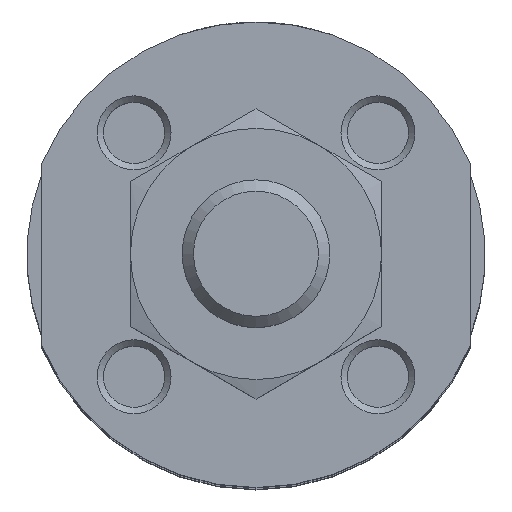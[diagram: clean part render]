
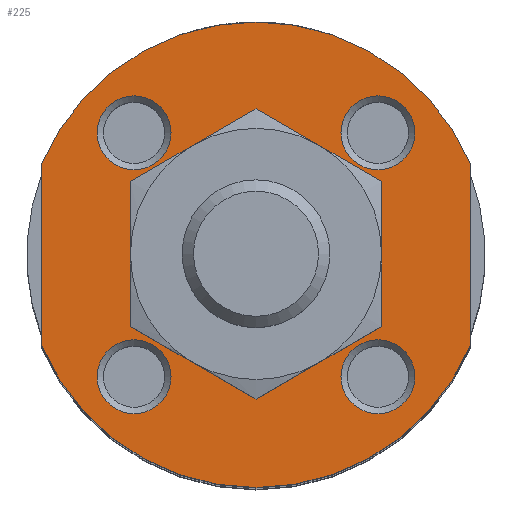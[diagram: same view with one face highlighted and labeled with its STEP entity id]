
A CAD part, top view. The second image highlights one B-rep face of the part: STEP entity #225.
In plain terms, the highlighted planar face has unit normal (0, 0, 1).
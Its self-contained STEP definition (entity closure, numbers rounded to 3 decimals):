
#225 = ADVANCED_FACE( '', ( #447, #448, #449, #450, #451, #452 ), #453, .T. );
#447 = FACE_BOUND( '', #765, .T. );
#448 = FACE_BOUND( '', #766, .T. );
#449 = FACE_BOUND( '', #767, .T. );
#450 = FACE_BOUND( '', #768, .T. );
#451 = FACE_BOUND( '', #769, .T. );
#452 = FACE_OUTER_BOUND( '', #770, .T. );
#453 = PLANE( '', #771 );
#765 = EDGE_LOOP( '', ( #1279 ) );
#766 = EDGE_LOOP( '', ( #1280 ) );
#767 = EDGE_LOOP( '', ( #1281 ) );
#768 = EDGE_LOOP( '', ( #1282 ) );
#769 = EDGE_LOOP( '', ( #1283 ) );
#770 = EDGE_LOOP( '', ( #1284, #1285, #1286, #1287 ) );
#771 = AXIS2_PLACEMENT_3D( '', #1288, #1289, #1290 );
#1279 = ORIENTED_EDGE( '', *, *, #1813, .T. );
#1280 = ORIENTED_EDGE( '', *, *, #1810, .T. );
#1281 = ORIENTED_EDGE( '', *, *, #1807, .T. );
#1282 = ORIENTED_EDGE( '', *, *, #1804, .T. );
#1283 = ORIENTED_EDGE( '', *, *, #1755, .T. );
#1284 = ORIENTED_EDGE( '', *, *, #1749, .T. );
#1285 = ORIENTED_EDGE( '', *, *, #1841, .T. );
#1286 = ORIENTED_EDGE( '', *, *, #1842, .T. );
#1287 = ORIENTED_EDGE( '', *, *, #1843, .T. );
#1288 = CARTESIAN_POINT( '', ( 0., 0., 0. ) );
#1289 = DIRECTION( '', ( 0., 0., 1. ) );
#1290 = DIRECTION( '', ( 1., 0., 0. ) );
#1749 = EDGE_CURVE( '', #1984, #1985, #1986, .T. );
#1755 = EDGE_CURVE( '', #1994, #1994, #1995, .T. );
#1804 = EDGE_CURVE( '', #2081, #2081, #2082, .T. );
#1807 = EDGE_CURVE( '', #2087, #2087, #2088, .T. );
#1810 = EDGE_CURVE( '', #2093, #2093, #2094, .T. );
#1813 = EDGE_CURVE( '', #2099, #2099, #2100, .T. );
#1841 = EDGE_CURVE( '', #1985, #2146, #2147, .T. );
#1842 = EDGE_CURVE( '', #2146, #2148, #2149, .T. );
#1843 = EDGE_CURVE( '', #2148, #1984, #2150, .T. );
#1984 = VERTEX_POINT( '', #2510 );
#1985 = VERTEX_POINT( '', #2511 );
#1986 = CIRCLE( '', #2512, 15.75 );
#1994 = VERTEX_POINT( '', #2586 );
#1995 = CIRCLE( '', #2587, 7.4 );
#2081 = VERTEX_POINT( '', #2759 );
#2082 = CIRCLE( '', #2760, 2.5 );
#2087 = VERTEX_POINT( '', #2765 );
#2088 = CIRCLE( '', #2766, 2.5 );
#2093 = VERTEX_POINT( '', #2771 );
#2094 = CIRCLE( '', #2772, 2.5 );
#2099 = VERTEX_POINT( '', #2777 );
#2100 = CIRCLE( '', #2778, 2.5 );
#2146 = VERTEX_POINT( '', #2833 );
#2147 = LINE( '', #2834, #2835 );
#2148 = VERTEX_POINT( '', #2836 );
#2149 = CIRCLE( '', #2837, 15.75 );
#2150 = LINE( '', #2838, #2839 );
#2510 = CARTESIAN_POINT( '', ( 14.5, 6.149, 0. ) );
#2511 = CARTESIAN_POINT( '', ( -14.5, 6.149, 0. ) );
#2512 = AXIS2_PLACEMENT_3D( '', #3152, #3153, #3154 );
#2586 = CARTESIAN_POINT( '', ( 0., 7.4, 0. ) );
#2587 = AXIS2_PLACEMENT_3D( '', #3160, #3161, #3162 );
#2759 = CARTESIAN_POINT( '', ( -10.75, 8.25, 0. ) );
#2760 = AXIS2_PLACEMENT_3D( '', #3263, #3264, #3265 );
#2765 = CARTESIAN_POINT( '', ( -10.75, -8.25, 0. ) );
#2766 = AXIS2_PLACEMENT_3D( '', #3272, #3273, #3274 );
#2771 = CARTESIAN_POINT( '', ( 5.75, 8.25, 0. ) );
#2772 = AXIS2_PLACEMENT_3D( '', #3281, #3282, #3283 );
#2777 = CARTESIAN_POINT( '', ( 5.75, -8.25, 0. ) );
#2778 = AXIS2_PLACEMENT_3D( '', #3290, #3291, #3292 );
#2833 = CARTESIAN_POINT( '', ( -14.5, -6.149, 0. ) );
#2834 = CARTESIAN_POINT( '', ( -14.5, 6.149, 0. ) );
#2835 = VECTOR( '', #3356, 1000. );
#2836 = CARTESIAN_POINT( '', ( 14.5, -6.149, 0. ) );
#2837 = AXIS2_PLACEMENT_3D( '', #3357, #3358, #3359 );
#2838 = CARTESIAN_POINT( '', ( 14.5, -6.149, 0. ) );
#2839 = VECTOR( '', #3360, 1000. );
#3152 = CARTESIAN_POINT( '', ( 0., 0., 0. ) );
#3153 = DIRECTION( '', ( 0., 0., 1. ) );
#3154 = DIRECTION( '', ( 1., 0., 0. ) );
#3160 = CARTESIAN_POINT( '', ( 0., 0., 0. ) );
#3161 = DIRECTION( '', ( 0., 0., -1. ) );
#3162 = DIRECTION( '', ( 0., 1., 0. ) );
#3263 = CARTESIAN_POINT( '', ( -8.25, 8.25, 0. ) );
#3264 = DIRECTION( '', ( 0., 0., -1. ) );
#3265 = DIRECTION( '', ( -1., 0., 0. ) );
#3272 = CARTESIAN_POINT( '', ( -8.25, -8.25, 0. ) );
#3273 = DIRECTION( '', ( 0., 0., -1. ) );
#3274 = DIRECTION( '', ( -1., 0., 0. ) );
#3281 = CARTESIAN_POINT( '', ( 8.25, 8.25, 0. ) );
#3282 = DIRECTION( '', ( 0., 0., -1. ) );
#3283 = DIRECTION( '', ( -1., 0., 0. ) );
#3290 = CARTESIAN_POINT( '', ( 8.25, -8.25, 0. ) );
#3291 = DIRECTION( '', ( 0., 0., -1. ) );
#3292 = DIRECTION( '', ( -1., 0., 0. ) );
#3356 = DIRECTION( '', ( 0., -1., 0. ) );
#3357 = CARTESIAN_POINT( '', ( 0., 0., 0. ) );
#3358 = DIRECTION( '', ( 0., 0., 1. ) );
#3359 = DIRECTION( '', ( 1., 0., 0. ) );
#3360 = DIRECTION( '', ( 0., 1., 0. ) );
